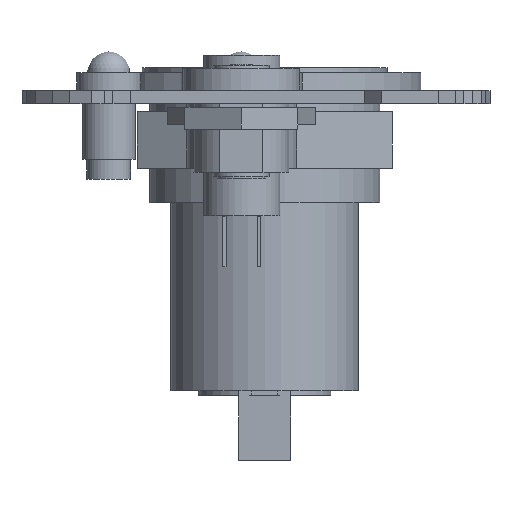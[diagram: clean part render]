
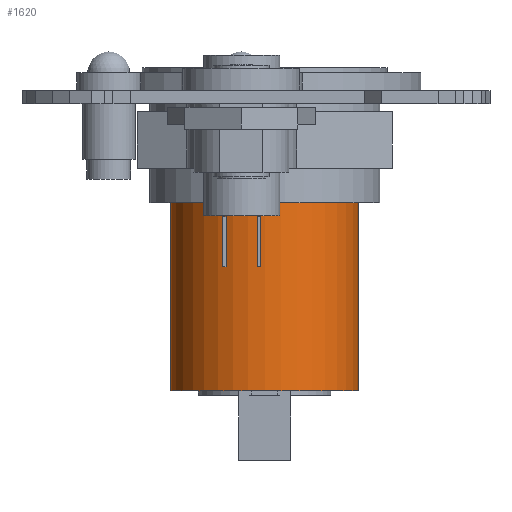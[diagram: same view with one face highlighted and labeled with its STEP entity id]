
A CAD part, left-side view. The second image highlights one B-rep face of the part: STEP entity #1620.
In plain terms, the highlighted cylindrical face has radius 10.85 mm (diameter 21.7 mm), a full revolution.
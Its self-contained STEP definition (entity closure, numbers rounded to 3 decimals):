
#1607 = EDGE_CURVE('',#1608,#1608,#1610,.T.);
#1608 = VERTEX_POINT('',#1609);
#1609 = CARTESIAN_POINT('',(10.85,0.,-13.));
#1610 = CIRCLE('',#1611,10.85);
#1611 = AXIS2_PLACEMENT_3D('',#1612,#1613,#1614);
#1612 = CARTESIAN_POINT('',(0.,0.,-13.));
#1613 = DIRECTION('',(0.,0.,1.));
#1614 = DIRECTION('',(1.,0.,-0.));
#1620 = ADVANCED_FACE('',(#1621),#1640,.T.);
#1621 = FACE_BOUND('',#1622,.T.);
#1622 = EDGE_LOOP('',(#1623,#1632,#1638,#1639));
#1623 = ORIENTED_EDGE('',*,*,#1624,.T.);
#1624 = EDGE_CURVE('',#1625,#1625,#1627,.T.);
#1625 = VERTEX_POINT('',#1626);
#1626 = CARTESIAN_POINT('',(10.85,0.,-34.7));
#1627 = CIRCLE('',#1628,10.85);
#1628 = AXIS2_PLACEMENT_3D('',#1629,#1630,#1631);
#1629 = CARTESIAN_POINT('',(0.,0.,-34.7));
#1630 = DIRECTION('',(0.,0.,1.));
#1631 = DIRECTION('',(1.,0.,-0.));
#1632 = ORIENTED_EDGE('',*,*,#1633,.T.);
#1633 = EDGE_CURVE('',#1625,#1608,#1634,.T.);
#1634 = LINE('',#1635,#1636);
#1635 = CARTESIAN_POINT('',(10.85,0.,-34.7));
#1636 = VECTOR('',#1637,1.);
#1637 = DIRECTION('',(0.,0.,1.));
#1638 = ORIENTED_EDGE('',*,*,#1607,.F.);
#1639 = ORIENTED_EDGE('',*,*,#1633,.F.);
#1640 = CYLINDRICAL_SURFACE('',#1641,10.85);
#1641 = AXIS2_PLACEMENT_3D('',#1642,#1643,#1644);
#1642 = CARTESIAN_POINT('',(0.,0.,-34.7));
#1643 = DIRECTION('',(-0.,-0.,-1.));
#1644 = DIRECTION('',(1.,0.,0.));
